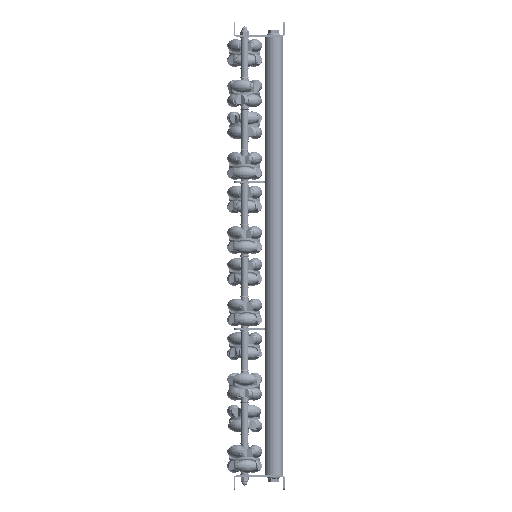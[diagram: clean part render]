
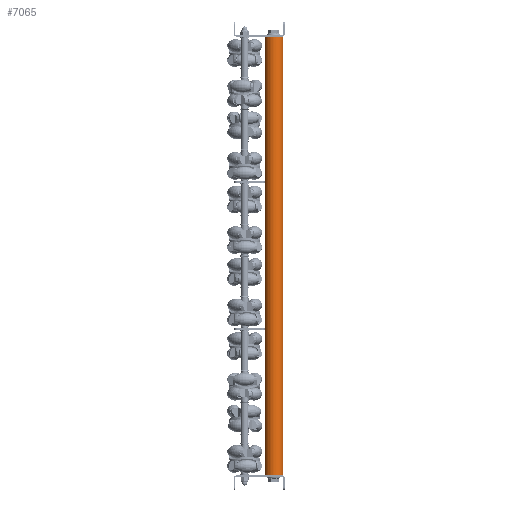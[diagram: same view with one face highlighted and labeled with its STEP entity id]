
A CAD part, left-side view. The second image highlights one B-rep face of the part: STEP entity #7065.
In plain terms, the highlighted cylindrical face has radius 12.5 mm (diameter 25 mm), a partial arc.
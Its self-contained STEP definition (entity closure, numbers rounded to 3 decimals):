
#543 = DIRECTION ( 'NONE',  ( -1., 0., 0. ) ) ;
#854 = EDGE_CURVE ( 'NONE', #12485, #12216, #17698, .T. ) ;
#1418 = EDGE_LOOP ( 'NONE', ( #17712, #19974, #10319, #20210 ) ) ;
#2276 = DIRECTION ( 'NONE',  ( -1., 0., 0. ) ) ;
#2351 = CARTESIAN_POINT ( 'NONE',  ( 599., 0., -12.5 ) ) ;
#2644 = CARTESIAN_POINT ( 'NONE',  ( 600., 0., 12.5 ) ) ;
#3127 = CARTESIAN_POINT ( 'NONE',  ( 1., 0., 12.5 ) ) ;
#3157 = CIRCLE ( 'NONE', #7002, 12.5 ) ;
#3558 = DIRECTION ( 'NONE',  ( -1., 0., 0. ) ) ;
#3644 = VECTOR ( 'NONE', #3558, 1000. ) ;
#3748 = VERTEX_POINT ( 'NONE', #15195 ) ;
#5243 = AXIS2_PLACEMENT_3D ( 'NONE', #14957, #8518, #6883 ) ;
#6883 = DIRECTION ( 'NONE',  ( 0., 0., -1. ) ) ;
#7002 = AXIS2_PLACEMENT_3D ( 'NONE', #20826, #543, #25387 ) ;
#7065 = ADVANCED_FACE ( 'NONE', ( #16503 ), #24703, .T. ) ;
#7360 = VERTEX_POINT ( 'NONE', #2351 ) ;
#8518 = DIRECTION ( 'NONE',  ( 1., 0., 0. ) ) ;
#9755 = CARTESIAN_POINT ( 'NONE',  ( 600., 0., -12.5 ) ) ;
#10319 = ORIENTED_EDGE ( 'NONE', *, *, #20356, .T. ) ;
#10477 = CARTESIAN_POINT ( 'NONE',  ( 600., 0., 0. ) ) ;
#12216 = VERTEX_POINT ( 'NONE', #22216 ) ;
#12485 = VERTEX_POINT ( 'NONE', #3127 ) ;
#14285 = LINE ( 'NONE', #9755, #3644 ) ;
#14754 = EDGE_CURVE ( 'NONE', #7360, #12216, #14285, .T. ) ;
#14957 = CARTESIAN_POINT ( 'NONE',  ( 1., 0., 0. ) ) ;
#15195 = CARTESIAN_POINT ( 'NONE',  ( 599., 0., 12.5 ) ) ;
#16503 = FACE_OUTER_BOUND ( 'NONE', #1418, .T. ) ;
#17136 = LINE ( 'NONE', #2644, #23213 ) ;
#17698 = CIRCLE ( 'NONE', #5243, 12.5 ) ;
#17712 = ORIENTED_EDGE ( 'NONE', *, *, #14754, .F. ) ;
#18782 = DIRECTION ( 'NONE',  ( -1., 0., 0. ) ) ;
#19974 = ORIENTED_EDGE ( 'NONE', *, *, #25514, .T. ) ;
#20210 = ORIENTED_EDGE ( 'NONE', *, *, #854, .T. ) ;
#20356 = EDGE_CURVE ( 'NONE', #3748, #12485, #17136, .T. ) ;
#20826 = CARTESIAN_POINT ( 'NONE',  ( 599., 0., 0. ) ) ;
#21934 = AXIS2_PLACEMENT_3D ( 'NONE', #10477, #2276, #22805 ) ;
#22216 = CARTESIAN_POINT ( 'NONE',  ( 1., 0., -12.5 ) ) ;
#22805 = DIRECTION ( 'NONE',  ( 0., 0., 1. ) ) ;
#23213 = VECTOR ( 'NONE', #18782, 1000. ) ;
#24703 = CYLINDRICAL_SURFACE ( 'NONE', #21934, 12.5 ) ;
#25387 = DIRECTION ( 'NONE',  ( 0., 0., -1. ) ) ;
#25514 = EDGE_CURVE ( 'NONE', #7360, #3748, #3157, .T. ) ;
